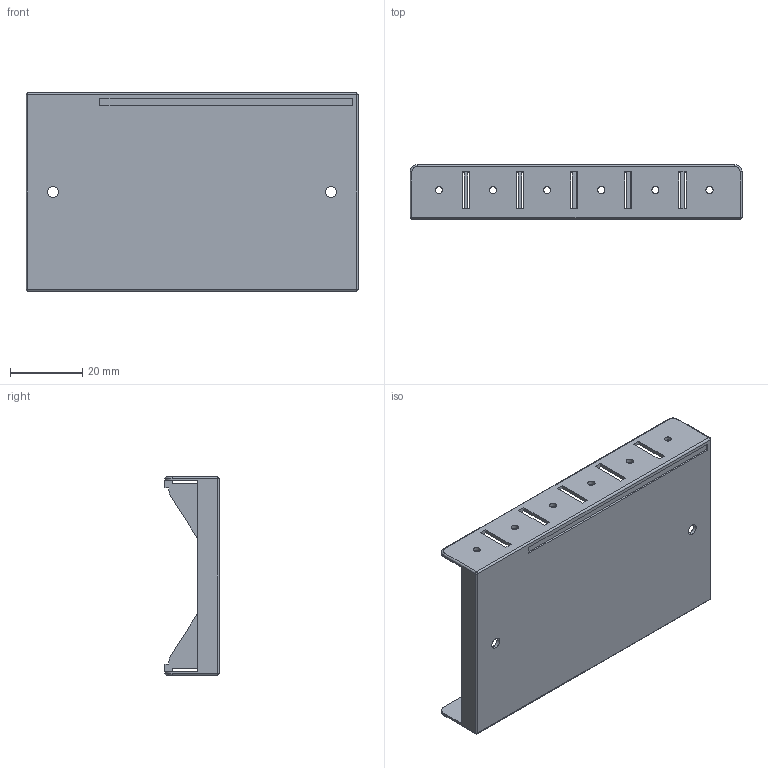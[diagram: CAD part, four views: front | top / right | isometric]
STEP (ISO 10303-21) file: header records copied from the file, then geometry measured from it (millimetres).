
FILE_DESCRIPTION (( 'STEP AP214' ), '1' );
FILE_NAME ('battery_clip.STEP', '2022-11-02T22:36:32', ( '' ), ( '' ), 'SwSTEP 2.0', 'SolidWorks 2021', '' );
FILE_SCHEMA (( 'AUTOMOTIVE_DESIGN' ));
Length unit declared in the file: millimetre
Products named in the file (1): battery_clip
Bounding box: 92 x 15 x 55 mm (x, y, z)
Volume: 9837.4 mm3; surface area: 20602.4 mm2
Topology: 1 solids, 1 shells, 189 faces, 632 edges, 412 vertices
Faces by surface type: plane 129, cylinder 52, sphere 4, torus 4
Entity records: 6960 total; most frequent: ORIENTED_EDGE 1256, CARTESIAN_POINT 1230, DIRECTION 1116, EDGE_CURVE 628, LINE 520, VECTOR 520, VERTEX_POINT 412, AXIS2_PLACEMENT_3D 298
